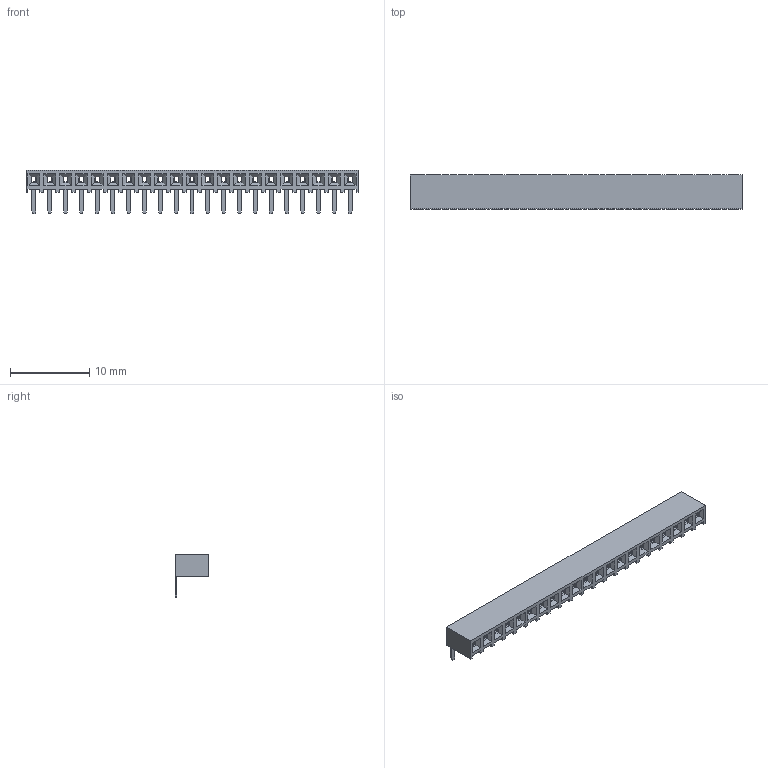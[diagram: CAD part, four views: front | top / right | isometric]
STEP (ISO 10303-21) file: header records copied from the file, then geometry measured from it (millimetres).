
FILE_DESCRIPTION(('STEP AP214'), '1');
FILE_NAME('PBS2-R', '', ('UNSPECIFIED'), ('UNSPECIFIED'), 'ASCON STEP Converter 1.6', 'ASCON Math Kernel', '');
FILE_SCHEMA(('AUTOMOTIVE_DESIGN { 1 0 10303 214 3 1 1}'));
Length unit declared in the file: millimetre
Bounding box: 42 x 4.3 x 5.5 mm (x, y, z)
Volume: 311.1 mm3; surface area: 1745.8 mm2
Topology: 22 solids, 22 shells, 1518 faces, 4170 edges, 2696 vertices
Faces by surface type: plane 1224, cylinder 294
Entity records: 59800 total; most frequent: CARTESIAN_POINT 8385, ORIENTED_EDGE 8340, DIRECTION 7796, EDGE_CURVE 4170, LINE 3582, VECTOR 3582, VERTEX_POINT 2696, AXIS2_PLACEMENT_3D 2107
